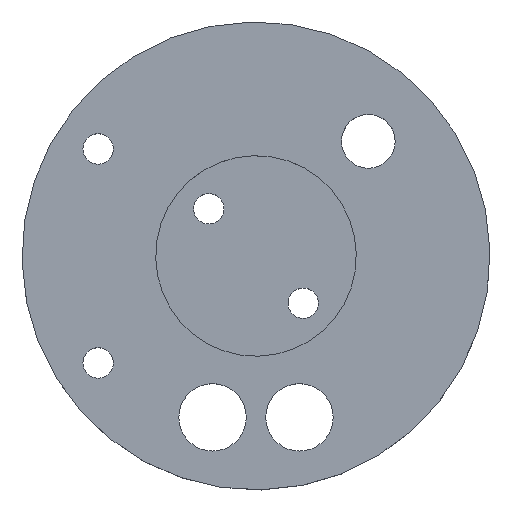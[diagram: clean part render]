
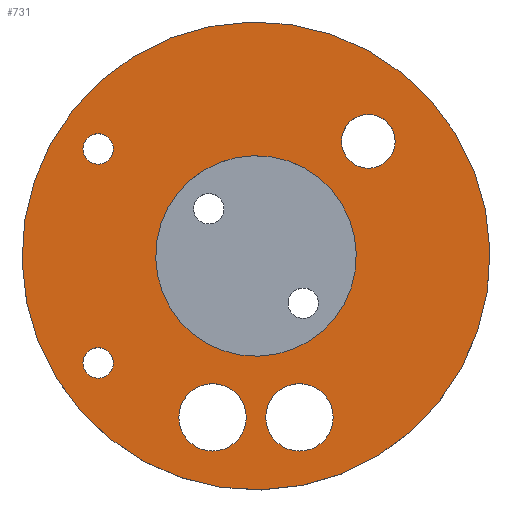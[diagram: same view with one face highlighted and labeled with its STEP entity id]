
A CAD part, top view. The second image highlights one B-rep face of the part: STEP entity #731.
In plain terms, the highlighted planar face has unit normal (0, 0, 1).
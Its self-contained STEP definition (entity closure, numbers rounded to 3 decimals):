
#169=CARTESIAN_POINT('Vertex',(10.655,19.504,6.35)) ;
#172=CARTESIAN_POINT('Axis2P3D Location',(0.,0.,6.35)) ;
#176=CARTESIAN_POINT('Vertex',(-10.655,-19.504,6.35)) ;
#197=CARTESIAN_POINT('Axis2P3D Location',(0.,0.,6.35)) ;
#215=CARTESIAN_POINT('Axis2P3D Location',(0.,0.,6.35)) ;
#219=CARTESIAN_POINT('Vertex',(4.567,8.359,6.35)) ;
#221=CARTESIAN_POINT('Vertex',(-4.567,-8.359,6.35)) ;
#251=CARTESIAN_POINT('Axis2P3D Location',(0.,0.,6.35)) ;
#441=CARTESIAN_POINT('Vertex',(13.219,10.885,6.35)) ;
#446=CARTESIAN_POINT('Axis2P3D Location',(10.666,10.885,6.35)) ;
#450=CARTESIAN_POINT('Vertex',(8.114,10.885,6.35)) ;
#472=CARTESIAN_POINT('Axis2P3D Location',(10.666,10.885,6.35)) ;
#500=CARTESIAN_POINT('Vertex',(-7.328,-15.329,6.35)) ;
#514=CARTESIAN_POINT('Vertex',(-0.927,-15.329,6.35)) ;
#517=CARTESIAN_POINT('Axis2P3D Location',(-4.128,-15.329,6.35)) ;
#534=CARTESIAN_POINT('Axis2P3D Location',(-4.128,-15.329,6.35)) ;
#557=CARTESIAN_POINT('Vertex',(7.328,-15.329,6.35)) ;
#571=CARTESIAN_POINT('Vertex',(0.927,-15.329,6.35)) ;
#574=CARTESIAN_POINT('Axis2P3D Location',(4.128,-15.329,6.35)) ;
#591=CARTESIAN_POINT('Axis2P3D Location',(4.128,-15.329,6.35)) ;
#670=CARTESIAN_POINT('Axis2P3D Location',(0.,22.225,6.35)) ;
#695=CARTESIAN_POINT('Axis2P3D Location',(-14.986,-10.16,6.35)) ;
#699=CARTESIAN_POINT('Vertex',(-16.434,-10.16,6.35)) ;
#701=CARTESIAN_POINT('Vertex',(-13.538,-10.16,6.35)) ;
#704=CARTESIAN_POINT('Axis2P3D Location',(-14.986,-10.16,6.35)) ;
#713=CARTESIAN_POINT('Axis2P3D Location',(-14.986,10.16,6.35)) ;
#717=CARTESIAN_POINT('Vertex',(-16.434,10.16,6.35)) ;
#719=CARTESIAN_POINT('Vertex',(-13.538,10.16,6.35)) ;
#722=CARTESIAN_POINT('Axis2P3D Location',(-14.986,10.16,6.35)) ;
#173=DIRECTION('Axis2P3D Direction',(0.,0.,-1.)) ;
#198=DIRECTION('Axis2P3D Direction',(0.,0.,-1.)) ;
#216=DIRECTION('Axis2P3D Direction',(0.,0.,-1.)) ;
#252=DIRECTION('Axis2P3D Direction',(0.,0.,-1.)) ;
#447=DIRECTION('Axis2P3D Direction',(0.,0.,1.)) ;
#473=DIRECTION('Axis2P3D Direction',(0.,0.,1.)) ;
#518=DIRECTION('Axis2P3D Direction',(0.,0.,-1.)) ;
#535=DIRECTION('Axis2P3D Direction',(0.,0.,-1.)) ;
#575=DIRECTION('Axis2P3D Direction',(0.,0.,-1.)) ;
#592=DIRECTION('Axis2P3D Direction',(0.,0.,-1.)) ;
#671=DIRECTION('Axis2P3D Direction',(0.,0.,-1.)) ;
#672=DIRECTION('Axis2P3D XDirection',(1.,0.,0.)) ;
#696=DIRECTION('Axis2P3D Direction',(0.,0.,-1.)) ;
#705=DIRECTION('Axis2P3D Direction',(0.,0.,-1.)) ;
#714=DIRECTION('Axis2P3D Direction',(0.,0.,-1.)) ;
#723=DIRECTION('Axis2P3D Direction',(0.,0.,-1.)) ;
#174=AXIS2_PLACEMENT_3D('Circle Axis2P3D',#172,#173,$) ;
#199=AXIS2_PLACEMENT_3D('Circle Axis2P3D',#197,#198,$) ;
#217=AXIS2_PLACEMENT_3D('Circle Axis2P3D',#215,#216,$) ;
#253=AXIS2_PLACEMENT_3D('Circle Axis2P3D',#251,#252,$) ;
#448=AXIS2_PLACEMENT_3D('Circle Axis2P3D',#446,#447,$) ;
#474=AXIS2_PLACEMENT_3D('Circle Axis2P3D',#472,#473,$) ;
#519=AXIS2_PLACEMENT_3D('Circle Axis2P3D',#517,#518,$) ;
#536=AXIS2_PLACEMENT_3D('Circle Axis2P3D',#534,#535,$) ;
#576=AXIS2_PLACEMENT_3D('Circle Axis2P3D',#574,#575,$) ;
#593=AXIS2_PLACEMENT_3D('Circle Axis2P3D',#591,#592,$) ;
#673=AXIS2_PLACEMENT_3D('Plane Axis2P3D',#670,#671,#672) ;
#697=AXIS2_PLACEMENT_3D('Circle Axis2P3D',#695,#696,$) ;
#706=AXIS2_PLACEMENT_3D('Circle Axis2P3D',#704,#705,$) ;
#715=AXIS2_PLACEMENT_3D('Circle Axis2P3D',#713,#714,$) ;
#724=AXIS2_PLACEMENT_3D('Circle Axis2P3D',#722,#723,$) ;
#175=CIRCLE('generated circle',#174,22.225) ;
#200=CIRCLE('generated circle',#199,22.225) ;
#218=CIRCLE('generated circle',#217,9.525) ;
#254=CIRCLE('generated circle',#253,9.525) ;
#449=CIRCLE('generated circle',#448,2.553) ;
#475=CIRCLE('generated circle',#474,2.553) ;
#520=CIRCLE('generated circle',#519,3.2) ;
#537=CIRCLE('generated circle',#536,3.2) ;
#577=CIRCLE('generated circle',#576,3.2) ;
#594=CIRCLE('generated circle',#593,3.2) ;
#698=CIRCLE('generated circle',#697,1.448) ;
#707=CIRCLE('generated circle',#706,1.448) ;
#716=CIRCLE('generated circle',#715,1.448) ;
#725=CIRCLE('generated circle',#724,1.448) ;
#674=PLANE('',#673) ;
#682=FACE_BOUND('',#679,.T.) ;
#686=FACE_BOUND('',#683,.T.) ;
#690=FACE_BOUND('',#687,.T.) ;
#694=FACE_BOUND('',#691,.T.) ;
#712=FACE_BOUND('',#709,.T.) ;
#730=FACE_BOUND('',#727,.T.) ;
#178=EDGE_CURVE('',#170,#177,#175,.T.) ;
#201=EDGE_CURVE('',#177,#170,#200,.T.) ;
#223=EDGE_CURVE('',#220,#222,#218,.T.) ;
#255=EDGE_CURVE('',#222,#220,#254,.T.) ;
#452=EDGE_CURVE('',#442,#451,#449,.T.) ;
#476=EDGE_CURVE('',#451,#442,#475,.T.) ;
#521=EDGE_CURVE('',#501,#515,#520,.T.) ;
#538=EDGE_CURVE('',#515,#501,#537,.T.) ;
#578=EDGE_CURVE('',#558,#572,#577,.T.) ;
#595=EDGE_CURVE('',#572,#558,#594,.T.) ;
#703=EDGE_CURVE('',#700,#702,#698,.T.) ;
#708=EDGE_CURVE('',#702,#700,#707,.T.) ;
#721=EDGE_CURVE('',#718,#720,#716,.T.) ;
#726=EDGE_CURVE('',#720,#718,#725,.T.) ;
#676=ORIENTED_EDGE('',*,*,#178,.F.) ;
#677=ORIENTED_EDGE('',*,*,#201,.F.) ;
#680=ORIENTED_EDGE('',*,*,#476,.F.) ;
#681=ORIENTED_EDGE('',*,*,#452,.F.) ;
#684=ORIENTED_EDGE('',*,*,#255,.T.) ;
#685=ORIENTED_EDGE('',*,*,#223,.T.) ;
#688=ORIENTED_EDGE('',*,*,#595,.T.) ;
#689=ORIENTED_EDGE('',*,*,#578,.T.) ;
#692=ORIENTED_EDGE('',*,*,#538,.T.) ;
#693=ORIENTED_EDGE('',*,*,#521,.T.) ;
#710=ORIENTED_EDGE('',*,*,#703,.T.) ;
#711=ORIENTED_EDGE('',*,*,#708,.T.) ;
#728=ORIENTED_EDGE('',*,*,#721,.T.) ;
#729=ORIENTED_EDGE('',*,*,#726,.T.) ;
#675=EDGE_LOOP('',(#676,#677)) ;
#679=EDGE_LOOP('',(#680,#681)) ;
#683=EDGE_LOOP('',(#684,#685)) ;
#687=EDGE_LOOP('',(#688,#689)) ;
#691=EDGE_LOOP('',(#692,#693)) ;
#709=EDGE_LOOP('',(#710,#711)) ;
#727=EDGE_LOOP('',(#728,#729)) ;
#170=VERTEX_POINT('',#169) ;
#177=VERTEX_POINT('',#176) ;
#220=VERTEX_POINT('',#219) ;
#222=VERTEX_POINT('',#221) ;
#442=VERTEX_POINT('',#441) ;
#451=VERTEX_POINT('',#450) ;
#501=VERTEX_POINT('',#500) ;
#515=VERTEX_POINT('',#514) ;
#558=VERTEX_POINT('',#557) ;
#572=VERTEX_POINT('',#571) ;
#700=VERTEX_POINT('',#699) ;
#702=VERTEX_POINT('',#701) ;
#718=VERTEX_POINT('',#717) ;
#720=VERTEX_POINT('',#719) ;
#731=ADVANCED_FACE('PartBody',(#678,#682,#686,#690,#694,#712,#730),#674,.F.) ;
#678=FACE_OUTER_BOUND('',#675,.T.) ;
